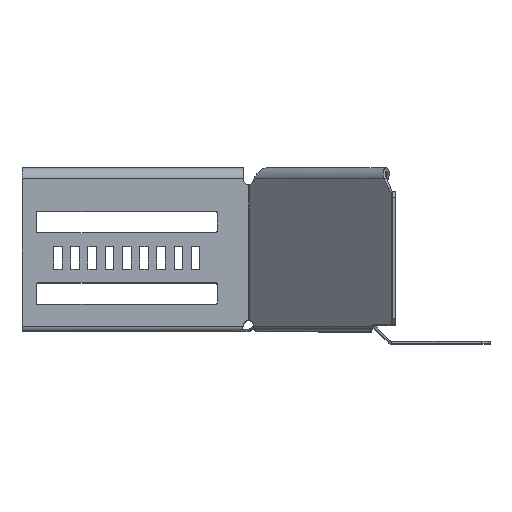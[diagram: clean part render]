
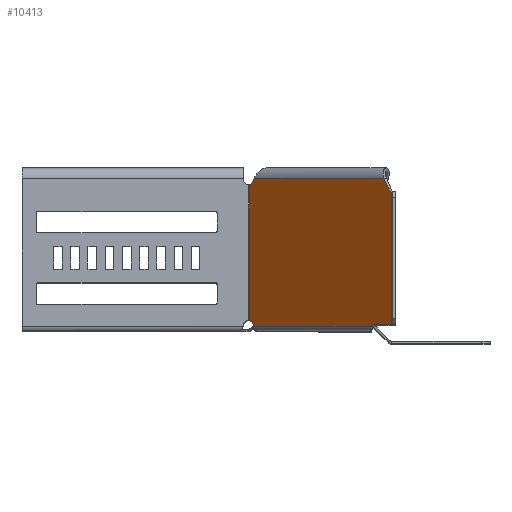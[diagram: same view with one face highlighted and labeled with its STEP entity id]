
A CAD part, top view. The second image highlights one B-rep face of the part: STEP entity #10413.
In plain terms, the highlighted face is planar.
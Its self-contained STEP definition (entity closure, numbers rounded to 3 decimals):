
#440 = ORIENTED_EDGE ( 'NONE', *, *, #15477, .F. ) ;
#500 = CIRCLE ( 'NONE', #2093, 2.25 ) ;
#688 = VERTEX_POINT ( 'NONE', #8844 ) ;
#922 = CARTESIAN_POINT ( 'NONE',  ( -81.299, 52.125, -6.75 ) ) ;
#953 = DIRECTION ( 'NONE',  ( 0., 1., 0. ) ) ;
#1364 = PLANE ( 'NONE',  #5120 ) ;
#1467 = EDGE_CURVE ( 'NONE', #15084, #688, #7517, .T. ) ;
#1517 = CARTESIAN_POINT ( 'NONE',  ( -149.72, 48.481, -6.75 ) ) ;
#1580 = VERTEX_POINT ( 'NONE', #14074 ) ;
#1597 = CARTESIAN_POINT ( 'NONE',  ( -141.09, 0., -6.75 ) ) ;
#1884 = ORIENTED_EDGE ( 'NONE', *, *, #4750, .T. ) ;
#2093 = AXIS2_PLACEMENT_3D ( 'NONE', #11202, #15105, #953 ) ;
#2364 = VECTOR ( 'NONE', #12804, 1000. ) ;
#2775 = CARTESIAN_POINT ( 'NONE',  ( -146.02, 53.25, -6.75 ) ) ;
#2917 = LINE ( 'NONE', #4729, #7282 ) ;
#2985 = AXIS2_PLACEMENT_3D ( 'NONE', #6992, #3182, #13544 ) ;
#3000 = DIRECTION ( 'NONE',  ( 0., 1., 0. ) ) ;
#3031 = VERTEX_POINT ( 'NONE', #5797 ) ;
#3144 = CARTESIAN_POINT ( 'NONE',  ( -139.676, 1.75, -6.75 ) ) ;
#3182 = DIRECTION ( 'NONE',  ( 0., 0., -1. ) ) ;
#3442 = ORIENTED_EDGE ( 'NONE', *, *, #5396, .F. ) ;
#3763 = DIRECTION ( 'NONE',  ( 1., 0., 0. ) ) ;
#3901 = LINE ( 'NONE', #12912, #16282 ) ;
#3927 = EDGE_CURVE ( 'NONE', #8311, #7825, #8688, .T. ) ;
#3933 = VERTEX_POINT ( 'NONE', #922 ) ;
#4044 = CARTESIAN_POINT ( 'NONE',  ( -137.139, 68.632, -6.75 ) ) ;
#4207 = DIRECTION ( 'NONE',  ( 0., 0., 1. ) ) ;
#4290 = FACE_OUTER_BOUND ( 'NONE', #6105, .T. ) ;
#4562 = AXIS2_PLACEMENT_3D ( 'NONE', #1597, #5220, #5386 ) ;
#4729 = CARTESIAN_POINT ( 'NONE',  ( -149.72, 0., -6.75 ) ) ;
#4750 = EDGE_CURVE ( 'NONE', #15084, #15958, #13676, .T. ) ;
#4880 = DIRECTION ( 'NONE',  ( 0., -1., 0. ) ) ;
#5087 = DIRECTION ( 'NONE',  ( 1., 0., 0. ) ) ;
#5120 = AXIS2_PLACEMENT_3D ( 'NONE', #15752, #4207, #9351 ) ;
#5220 = DIRECTION ( 'NONE',  ( 0., 0., -1. ) ) ;
#5386 = DIRECTION ( 'NONE',  ( 0., 1., 0. ) ) ;
#5396 = EDGE_CURVE ( 'NONE', #6112, #16199, #12689, .T. ) ;
#5416 = AXIS2_PLACEMENT_3D ( 'NONE', #6971, #12464, #3000 ) ;
#5797 = CARTESIAN_POINT ( 'NONE',  ( -149.72, 2.25, -6.75 ) ) ;
#5858 = ORIENTED_EDGE ( 'NONE', *, *, #1467, .F. ) ;
#6105 = EDGE_LOOP ( 'NONE', ( #440, #13640, #5858, #1884, #12876, #16401, #8703, #11572, #3442, #10533, #16606 ) ) ;
#6112 = VERTEX_POINT ( 'NONE', #3144 ) ;
#6233 = EDGE_CURVE ( 'NONE', #688, #14972, #500, .T. ) ;
#6592 = EDGE_CURVE ( 'NONE', #3933, #15958, #3901, .T. ) ;
#6696 = CARTESIAN_POINT ( 'NONE',  ( -206.54, 2.25, -6.75 ) ) ;
#6971 = CARTESIAN_POINT ( 'NONE',  ( -79.35, 1.75, -6.75 ) ) ;
#6992 = CARTESIAN_POINT ( 'NONE',  ( -79.35, 53.25, -6.75 ) ) ;
#7282 = VECTOR ( 'NONE', #9322, 1000. ) ;
#7517 = LINE ( 'NONE', #4044, #2364 ) ;
#7825 = VERTEX_POINT ( 'NONE', #14932 ) ;
#8311 = VERTEX_POINT ( 'NONE', #15245 ) ;
#8346 = CARTESIAN_POINT ( 'NONE',  ( -81.6, 1.75, -6.75 ) ) ;
#8688 = LINE ( 'NONE', #11347, #12138 ) ;
#8703 = ORIENTED_EDGE ( 'NONE', *, *, #3927, .T. ) ;
#8844 = CARTESIAN_POINT ( 'NONE',  ( -148.141, 49.575, -6.75 ) ) ;
#9322 = DIRECTION ( 'NONE',  ( 0., -1., 0. ) ) ;
#9351 = DIRECTION ( 'NONE',  ( 0., 1., 0. ) ) ;
#9483 = VECTOR ( 'NONE', #5087, 1000. ) ;
#9874 = DIRECTION ( 'NONE',  ( 1., 0., 0. ) ) ;
#10138 = DIRECTION ( 'NONE',  ( -0.5, 0.866, 0. ) ) ;
#10245 = CIRCLE ( 'NONE', #2985, 2.25 ) ;
#10413 = ADVANCED_FACE ( 'NONE', ( #4290 ), #1364, .F. ) ;
#10533 = ORIENTED_EDGE ( 'NONE', *, *, #14978, .F. ) ;
#11086 = CARTESIAN_POINT ( 'NONE',  ( -206.54, 1.75, -6.75 ) ) ;
#11202 = CARTESIAN_POINT ( 'NONE',  ( -150.09, 50.7, -6.75 ) ) ;
#11347 = CARTESIAN_POINT ( 'NONE',  ( -79.72, 0., -6.75 ) ) ;
#11353 = CARTESIAN_POINT ( 'NONE',  ( -81.948, 53.25, -6.75 ) ) ;
#11572 = ORIENTED_EDGE ( 'NONE', *, *, #15504, .F. ) ;
#12138 = VECTOR ( 'NONE', #4880, 1000. ) ;
#12464 = DIRECTION ( 'NONE',  ( 0., 0., -1. ) ) ;
#12689 = LINE ( 'NONE', #11086, #13367 ) ;
#12804 = DIRECTION ( 'NONE',  ( -0.5, -0.866, 0. ) ) ;
#12816 = EDGE_CURVE ( 'NONE', #3031, #1580, #15357, .T. ) ;
#12876 = ORIENTED_EDGE ( 'NONE', *, *, #6592, .F. ) ;
#12912 = CARTESIAN_POINT ( 'NONE',  ( -81.299, 52.125, -6.75 ) ) ;
#13367 = VECTOR ( 'NONE', #3763, 1000. ) ;
#13544 = DIRECTION ( 'NONE',  ( 0., 1., 0. ) ) ;
#13551 = VECTOR ( 'NONE', #9874, 1000. ) ;
#13640 = ORIENTED_EDGE ( 'NONE', *, *, #6233, .F. ) ;
#13676 = LINE ( 'NONE', #16353, #13551 ) ;
#14074 = CARTESIAN_POINT ( 'NONE',  ( -141.09, 2.25, -6.75 ) ) ;
#14283 = CIRCLE ( 'NONE', #5416, 2.25 ) ;
#14932 = CARTESIAN_POINT ( 'NONE',  ( -79.72, 3.969, -6.75 ) ) ;
#14972 = VERTEX_POINT ( 'NONE', #1517 ) ;
#14978 = EDGE_CURVE ( 'NONE', #1580, #6112, #15608, .T. ) ;
#15084 = VERTEX_POINT ( 'NONE', #2775 ) ;
#15105 = DIRECTION ( 'NONE',  ( 0., 0., -1. ) ) ;
#15245 = CARTESIAN_POINT ( 'NONE',  ( -79.72, 51.031, -6.75 ) ) ;
#15357 = LINE ( 'NONE', #6696, #9483 ) ;
#15477 = EDGE_CURVE ( 'NONE', #14972, #3031, #2917, .T. ) ;
#15504 = EDGE_CURVE ( 'NONE', #16199, #7825, #14283, .T. ) ;
#15608 = CIRCLE ( 'NONE', #4562, 2.25 ) ;
#15752 = CARTESIAN_POINT ( 'NONE',  ( -206.54, 0., -6.75 ) ) ;
#15958 = VERTEX_POINT ( 'NONE', #11353 ) ;
#16192 = EDGE_CURVE ( 'NONE', #8311, #3933, #10245, .T. ) ;
#16199 = VERTEX_POINT ( 'NONE', #8346 ) ;
#16282 = VECTOR ( 'NONE', #10138, 1000. ) ;
#16353 = CARTESIAN_POINT ( 'NONE',  ( -206.54, 53.25, -6.75 ) ) ;
#16401 = ORIENTED_EDGE ( 'NONE', *, *, #16192, .F. ) ;
#16606 = ORIENTED_EDGE ( 'NONE', *, *, #12816, .F. ) ;
